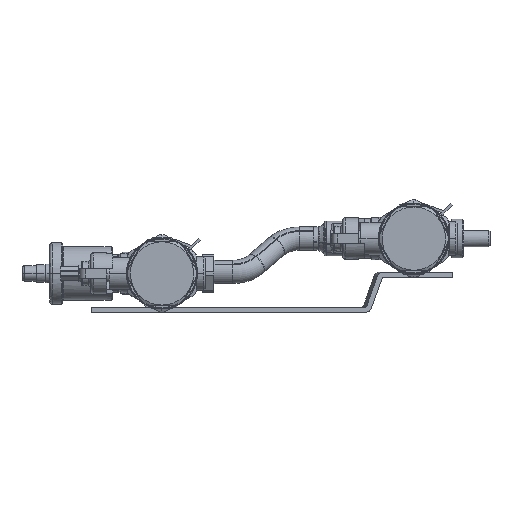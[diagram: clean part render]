
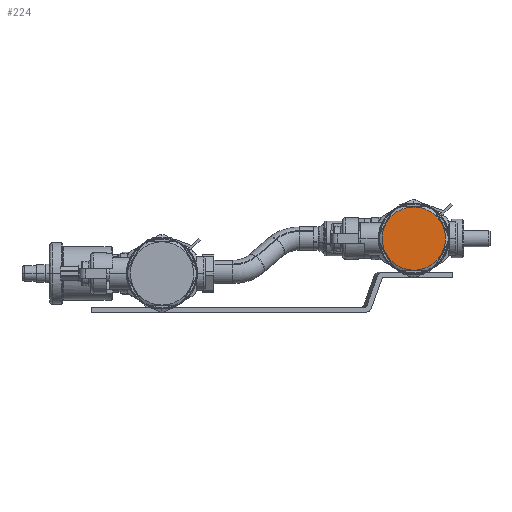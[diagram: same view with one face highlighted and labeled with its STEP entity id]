
A CAD part, left-side view. The second image highlights one B-rep face of the part: STEP entity #224.
In plain terms, the highlighted planar face has unit normal (-1, 0, 0).
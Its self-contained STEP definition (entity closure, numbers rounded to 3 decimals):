
#89=CARTESIAN_POINT('Vertex',(-140.301,30.,81.5)) ;
#116=CARTESIAN_POINT('Axis2P3D Location',(-140.301,30.,57.)) ;
#120=CARTESIAN_POINT('Vertex',(-140.301,8.782,69.25)) ;
#162=CARTESIAN_POINT('Axis2P3D Location',(-140.301,51.6,57.)) ;
#167=CARTESIAN_POINT('Axis2P3D Location',(-140.301,30.,57.)) ;
#171=CARTESIAN_POINT('Vertex',(-140.301,8.499,68.746)) ;
#174=CARTESIAN_POINT('Axis2P3D Location',(-140.301,30.,57.)) ;
#178=CARTESIAN_POINT('Vertex',(-140.301,51.218,69.25)) ;
#181=CARTESIAN_POINT('Axis2P3D Location',(-140.301,30.,57.)) ;
#185=CARTESIAN_POINT('Vertex',(-140.301,51.501,45.254)) ;
#188=CARTESIAN_POINT('Axis2P3D Location',(-140.301,30.,57.)) ;
#192=CARTESIAN_POINT('Vertex',(-140.301,51.218,44.75)) ;
#195=CARTESIAN_POINT('Axis2P3D Location',(-140.301,30.,57.)) ;
#199=CARTESIAN_POINT('Vertex',(-140.301,30.,32.5)) ;
#202=CARTESIAN_POINT('Axis2P3D Location',(-140.301,30.,57.)) ;
#206=CARTESIAN_POINT('Vertex',(-140.301,8.782,44.75)) ;
#209=CARTESIAN_POINT('Axis2P3D Location',(-140.301,30.,57.)) ;
#117=DIRECTION('Axis2P3D Direction',(1.,0.,0.)) ;
#163=DIRECTION('Axis2P3D Direction',(-1.,0.,0.)) ;
#164=DIRECTION('Axis2P3D XDirection',(0.,0.,1.)) ;
#168=DIRECTION('Axis2P3D Direction',(-1.,0.,0.)) ;
#175=DIRECTION('Axis2P3D Direction',(-1.,0.,0.)) ;
#182=DIRECTION('Axis2P3D Direction',(-1.,0.,0.)) ;
#189=DIRECTION('Axis2P3D Direction',(-1.,0.,0.)) ;
#196=DIRECTION('Axis2P3D Direction',(-1.,0.,0.)) ;
#203=DIRECTION('Axis2P3D Direction',(-1.,0.,0.)) ;
#210=DIRECTION('Axis2P3D Direction',(-1.,0.,0.)) ;
#118=AXIS2_PLACEMENT_3D('Circle Axis2P3D',#116,#117,$) ;
#165=AXIS2_PLACEMENT_3D('Plane Axis2P3D',#162,#163,#164) ;
#169=AXIS2_PLACEMENT_3D('Circle Axis2P3D',#167,#168,$) ;
#176=AXIS2_PLACEMENT_3D('Circle Axis2P3D',#174,#175,$) ;
#183=AXIS2_PLACEMENT_3D('Circle Axis2P3D',#181,#182,$) ;
#190=AXIS2_PLACEMENT_3D('Circle Axis2P3D',#188,#189,$) ;
#197=AXIS2_PLACEMENT_3D('Circle Axis2P3D',#195,#196,$) ;
#204=AXIS2_PLACEMENT_3D('Circle Axis2P3D',#202,#203,$) ;
#211=AXIS2_PLACEMENT_3D('Circle Axis2P3D',#209,#210,$) ;
#215=ORIENTED_EDGE('',*,*,#173,.T.) ;
#216=ORIENTED_EDGE('',*,*,#122,.T.) ;
#217=ORIENTED_EDGE('',*,*,#180,.T.) ;
#218=ORIENTED_EDGE('',*,*,#187,.T.) ;
#219=ORIENTED_EDGE('',*,*,#194,.T.) ;
#220=ORIENTED_EDGE('',*,*,#201,.T.) ;
#221=ORIENTED_EDGE('',*,*,#208,.T.) ;
#222=ORIENTED_EDGE('',*,*,#213,.T.) ;
#224=ADVANCED_FACE('PartBody',(#223),#166,.T.) ;
#119=CIRCLE('generated circle',#118,24.5) ;
#170=CIRCLE('generated circle',#169,24.5) ;
#177=CIRCLE('generated circle',#176,24.5) ;
#184=CIRCLE('generated circle',#183,24.5) ;
#191=CIRCLE('generated circle',#190,24.5) ;
#198=CIRCLE('generated circle',#197,24.5) ;
#205=CIRCLE('generated circle',#204,24.5) ;
#212=CIRCLE('generated circle',#211,24.5) ;
#122=EDGE_CURVE('',#121,#90,#119,.F.) ;
#173=EDGE_CURVE('',#172,#121,#170,.T.) ;
#180=EDGE_CURVE('',#90,#179,#177,.T.) ;
#187=EDGE_CURVE('',#179,#186,#184,.T.) ;
#194=EDGE_CURVE('',#186,#193,#191,.T.) ;
#201=EDGE_CURVE('',#193,#200,#198,.T.) ;
#208=EDGE_CURVE('',#200,#207,#205,.T.) ;
#213=EDGE_CURVE('',#207,#172,#212,.T.) ;
#214=EDGE_LOOP('',(#215,#216,#217,#218,#219,#220,#221,#222)) ;
#223=FACE_OUTER_BOUND('',#214,.T.) ;
#166=PLANE('',#165) ;
#90=VERTEX_POINT('',#89) ;
#121=VERTEX_POINT('',#120) ;
#172=VERTEX_POINT('',#171) ;
#179=VERTEX_POINT('',#178) ;
#186=VERTEX_POINT('',#185) ;
#193=VERTEX_POINT('',#192) ;
#200=VERTEX_POINT('',#199) ;
#207=VERTEX_POINT('',#206) ;
